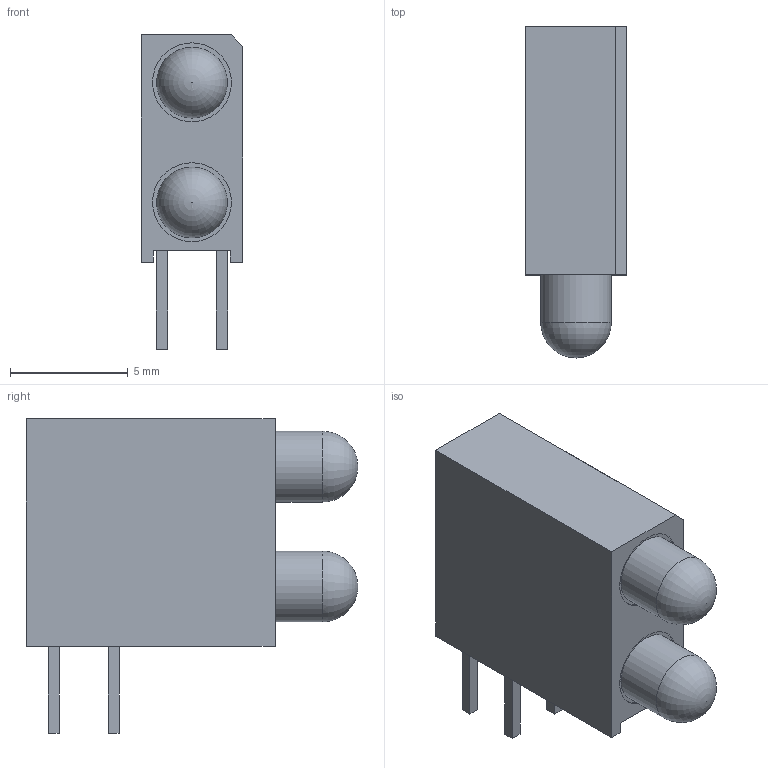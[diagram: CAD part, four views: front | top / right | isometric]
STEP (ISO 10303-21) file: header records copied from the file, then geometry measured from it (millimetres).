
FILE_DESCRIPTION(/* description */ ('Unknown'),/* implementation_level */ '2;1');
FILE_NAME(/* name */ '5530212200F',/* time_stamp */ '2023-08-31T11:37:42+02:00',/* author */ ('Unknown'),/* organization */ ('Unknown'),/* preprocessor_version */ 'ST-DEVELOPER v18.102',/* originating_system */ 'Solid Edge',/* authorisation */ 'Unknown');
FILE_SCHEMA (('AUTOMOTIVE_DESIGN {1 0 10303 214 3 1 1}'));
Length unit declared in the file: millimetre
Products named in the file (1): 5530212200F
Bounding box: 4.32 x 14.06 x 13.33 mm (x, y, z)
Volume: 467.1 mm3; surface area: 469.4 mm2
Topology: 1 solids, 1 shells, 41 faces, 94 edges, 63 vertices
Faces by surface type: plane 35, cylinder 4, torus 2
Full cylindrical faces by diameter (mm): 3 x2, 3.347 x2
Entity records: 1404 total; most frequent: CARTESIAN_POINT 193, DIRECTION 177, ORIENTED_EDGE 170, EDGE_CURVE 85, LINE 73, VECTOR 73, VERTEX_POINT 60, EDGE_LOOP 55
